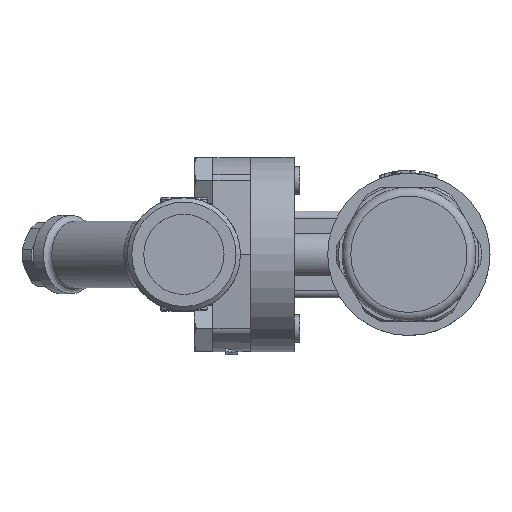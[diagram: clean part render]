
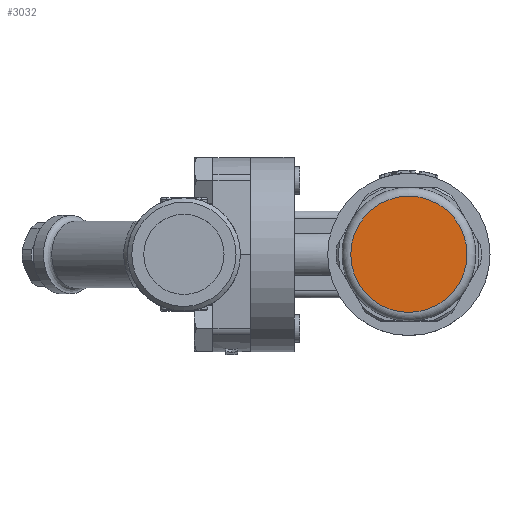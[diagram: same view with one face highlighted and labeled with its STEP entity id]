
A CAD part, top view. The second image highlights one B-rep face of the part: STEP entity #3032.
In plain terms, the highlighted planar face has unit normal (0, 0, 1).
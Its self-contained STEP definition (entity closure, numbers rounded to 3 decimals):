
#3009=CARTESIAN_POINT('',(97.665,0.0,56.501));
#3010=VERTEX_POINT('',#3009);
#3011=CARTESIAN_POINT('',(77.615,0.0,56.501));
#3012=DIRECTION('',(0.0,0.0,1.0));
#3013=DIRECTION('',(1.0,0.0,0.0));
#3014=AXIS2_PLACEMENT_3D('',#3011,#3012,#3013);
#3015=CIRCLE('',#3014,20.05);
#3016=EDGE_CURVE('',#3010,#3010,#3015,.T.);
#3024=CARTESIAN_POINT('',(87.64,0.0,56.501));
#3025=DIRECTION('',(0.0,0.0,1.0));
#3026=DIRECTION('',(1.0,0.0,0.0));
#3027=AXIS2_PLACEMENT_3D('',#3024,#3025,#3026);
#3028=PLANE('',#3027);
#3029=ORIENTED_EDGE('',*,*,#3016,.T.);
#3030=EDGE_LOOP('',(#3029));
#3031=FACE_OUTER_BOUND('',#3030,.T.);
#3032=ADVANCED_FACE('',(#3031),#3028,.T.);
